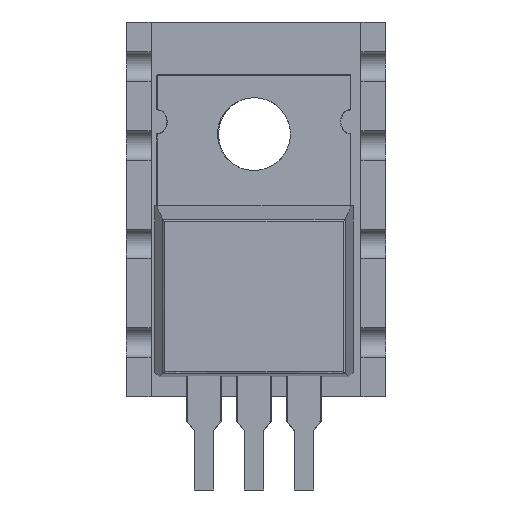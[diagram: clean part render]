
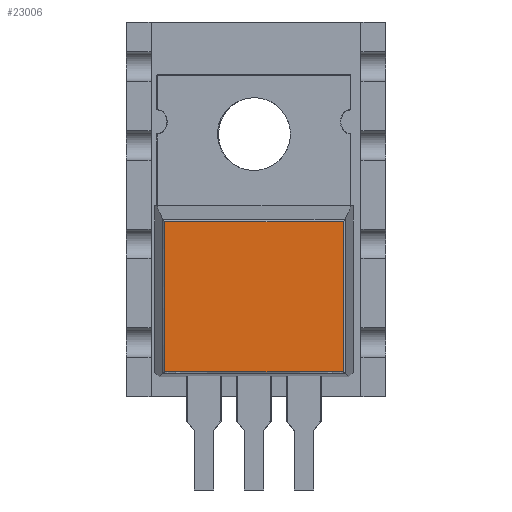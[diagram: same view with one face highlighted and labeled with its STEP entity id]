
A CAD part, front view. The second image highlights one B-rep face of the part: STEP entity #23006.
In plain terms, the highlighted free-form (B-spline) face has degree [1, 1] with [2, 2] control points.
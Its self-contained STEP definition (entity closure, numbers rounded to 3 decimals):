
#19389 = ( BOUNDED_SURFACE() B_SPLINE_SURFACE(2,1,(
    (#19390,#19391)
    ,(#19392,#19393)
    ,(#19394,#19395
)),.UNSPECIFIED.,.F.,.F.,.F.) B_SPLINE_SURFACE_WITH_KNOTS((3,3),(2,2),(
    0.,0.146),(-2.02,9.831),
.PIECEWISE_BEZIER_KNOTS.) GEOMETRIC_REPRESENTATION_ITEM() 
RATIONAL_B_SPLINE_SURFACE((
    (1.,1.)
    ,(0.746,0.746)
,(1.,1.))) REPRESENTATION_ITEM('') SURFACE() );
#19390 = CARTESIAN_POINT('',(4.55,-1.75,1.9));
#19391 = CARTESIAN_POINT('',(4.55,-1.75,13.751));
#19392 = CARTESIAN_POINT('',(4.626,-1.75,1.9));
#19393 = CARTESIAN_POINT('',(4.626,-1.75,13.751));
#19394 = CARTESIAN_POINT('',(4.634,-1.661,
    1.9));
#19395 = CARTESIAN_POINT('',(4.634,-1.661,
    13.751));
#19550 = ( BOUNDED_SURFACE() B_SPLINE_SURFACE(2,1,(
    (#19551,#19552)
    ,(#19553,#19554)
    ,(#19555,#19556
)),.UNSPECIFIED.,.F.,.F.,.F.) B_SPLINE_SURFACE_WITH_KNOTS((3,3),(2,2),(
    0.,0.146),(-2.02,9.831),
.PIECEWISE_BEZIER_KNOTS.) GEOMETRIC_REPRESENTATION_ITEM() 
RATIONAL_B_SPLINE_SURFACE((
    (1.,1.)
    ,(0.746,0.746)
,(1.,1.))) REPRESENTATION_ITEM('') SURFACE() );
#19551 = CARTESIAN_POINT('',(-4.55,-1.75,13.751));
#19552 = CARTESIAN_POINT('',(-4.55,-1.75,1.9));
#19553 = CARTESIAN_POINT('',(-4.626,-1.75,13.751));
#19554 = CARTESIAN_POINT('',(-4.626,-1.75,1.9));
#19555 = CARTESIAN_POINT('',(-4.634,-1.661,
    13.751));
#19556 = CARTESIAN_POINT('',(-4.634,-1.661,
    1.9));
#19576 = ( BOUNDED_SURFACE() B_SPLINE_SURFACE(2,1,(
    (#19577,#19578)
    ,(#19579,#19580)
    ,(#19581,#19582
)),.UNSPECIFIED.,.F.,.F.,.F.) B_SPLINE_SURFACE_WITH_KNOTS((3,3),(2,2),(
    0.,0.135),(-2.02,12.904),
.PIECEWISE_BEZIER_KNOTS.) GEOMETRIC_REPRESENTATION_ITEM() 
RATIONAL_B_SPLINE_SURFACE((
    (1.,1.)
    ,(0.782,0.782)
,(1.,1.))) REPRESENTATION_ITEM('') SURFACE() );
#19577 = CARTESIAN_POINT('',(6.343,-1.75,11.651));
#19578 = CARTESIAN_POINT('',(-6.343,-1.75,11.651));
#19579 = CARTESIAN_POINT('',(6.343,-1.75,11.731));
#19580 = CARTESIAN_POINT('',(-6.343,-1.75,11.731));
#19581 = CARTESIAN_POINT('',(6.343,-1.672,
    11.748));
#19582 = CARTESIAN_POINT('',(-6.343,-1.672,
    11.748));
#21356 = VERTEX_POINT('',#21357);
#21357 = CARTESIAN_POINT('',(4.55,-1.75,4.012));
#21390 = ( BOUNDED_SURFACE() B_SPLINE_SURFACE(2,1,(
    (#21391,#21392)
    ,(#21393,#21394)
    ,(#21395,#21396
)),.UNSPECIFIED.,.F.,.F.,.F.) B_SPLINE_SURFACE_WITH_KNOTS((3,3),(2,2),(
    0.,0.148),(-2.02,12.904),
.PIECEWISE_BEZIER_KNOTS.) GEOMETRIC_REPRESENTATION_ITEM() 
RATIONAL_B_SPLINE_SURFACE((
    (1.,1.)
    ,(0.737,0.737)
,(1.,1.))) REPRESENTATION_ITEM('') SURFACE() );
#21391 = CARTESIAN_POINT('',(-6.343,-1.75,4.012));
#21392 = CARTESIAN_POINT('',(6.343,-1.75,4.012));
#21393 = CARTESIAN_POINT('',(-6.343,-1.75,3.92));
#21394 = CARTESIAN_POINT('',(6.343,-1.75,3.92));
#21395 = CARTESIAN_POINT('',(-6.343,-1.659,
    3.912));
#21396 = CARTESIAN_POINT('',(6.343,-1.659,
    3.912));
#21435 = VERTEX_POINT('',#21436);
#21436 = CARTESIAN_POINT('',(4.55,-1.75,11.651));
#21487 = EDGE_CURVE('',#21356,#21435,#21488,.T.);
#21488 = SURFACE_CURVE('',#21489,(#21492,#21499),.PCURVE_S1.);
#21489 = B_SPLINE_CURVE_WITH_KNOTS('',1,(#21490,#21491),.UNSPECIFIED.,
  .F.,.F.,(2,2),(0.092,7.731),
  .PIECEWISE_BEZIER_KNOTS.);
#21490 = CARTESIAN_POINT('',(4.55,-1.75,4.012));
#21491 = CARTESIAN_POINT('',(4.55,-1.75,11.651));
#21492 = PCURVE('',#19389,#21493);
#21493 = DEFINITIONAL_REPRESENTATION('',(#21494),#21498);
#21494 = B_SPLINE_CURVE_WITH_KNOTS('',2,(#21495,#21496,#21497),
  .UNSPECIFIED.,.F.,.F.,(3,3),(0.092,7.731),
  .PIECEWISE_BEZIER_KNOTS.);
#21495 = CARTESIAN_POINT('',(0.,0.092));
#21496 = CARTESIAN_POINT('',(0.,3.911));
#21497 = CARTESIAN_POINT('',(0.,7.731));
#21498 = ( GEOMETRIC_REPRESENTATION_CONTEXT(2) 
PARAMETRIC_REPRESENTATION_CONTEXT() REPRESENTATION_CONTEXT('2D SPACE',''
  ) );
#21499 = PCURVE('',#21500,#21505);
#21500 = B_SPLINE_SURFACE_WITH_KNOTS('',1,1,(
    (#21501,#21502)
    ,(#21503,#21504
    )),.UNSPECIFIED.,.F.,.F.,.F.,(2,2),(2,2),(-7.904,
    -0.265),(4.657,15.363),
  .PIECEWISE_BEZIER_KNOTS.);
#21501 = CARTESIAN_POINT('',(-4.55,-1.75,11.651));
#21502 = CARTESIAN_POINT('',(4.55,-1.75,11.651));
#21503 = CARTESIAN_POINT('',(-4.55,-1.75,4.012));
#21504 = CARTESIAN_POINT('',(4.55,-1.75,4.012));
#21505 = DEFINITIONAL_REPRESENTATION('',(#21506),#21509);
#21506 = B_SPLINE_CURVE_WITH_KNOTS('',1,(#21507,#21508),.UNSPECIFIED.,
  .F.,.F.,(2,2),(0.092,7.731),
  .PIECEWISE_BEZIER_KNOTS.);
#21507 = CARTESIAN_POINT('',(-0.265,15.363));
#21508 = CARTESIAN_POINT('',(-7.904,15.363));
#21509 = ( GEOMETRIC_REPRESENTATION_CONTEXT(2) 
PARAMETRIC_REPRESENTATION_CONTEXT() REPRESENTATION_CONTEXT('2D SPACE',''
  ) );
#21904 = VERTEX_POINT('',#21905);
#21905 = CARTESIAN_POINT('',(-4.55,-1.75,11.651));
#21959 = VERTEX_POINT('',#21960);
#21960 = CARTESIAN_POINT('',(-4.55,-1.75,4.012));
#22010 = EDGE_CURVE('',#21904,#21959,#22011,.T.);
#22011 = SURFACE_CURVE('',#22012,(#22015,#22022),.PCURVE_S1.);
#22012 = B_SPLINE_CURVE_WITH_KNOTS('',1,(#22013,#22014),.UNSPECIFIED.,
  .F.,.F.,(2,2),(0.08,7.719),
  .PIECEWISE_BEZIER_KNOTS.);
#22013 = CARTESIAN_POINT('',(-4.55,-1.75,11.651));
#22014 = CARTESIAN_POINT('',(-4.55,-1.75,4.012));
#22015 = PCURVE('',#19550,#22016);
#22016 = DEFINITIONAL_REPRESENTATION('',(#22017),#22021);
#22017 = B_SPLINE_CURVE_WITH_KNOTS('',2,(#22018,#22019,#22020),
  .UNSPECIFIED.,.F.,.F.,(3,3),(0.08,7.719),
  .PIECEWISE_BEZIER_KNOTS.);
#22018 = CARTESIAN_POINT('',(0.,0.08));
#22019 = CARTESIAN_POINT('',(0.,3.9));
#22020 = CARTESIAN_POINT('',(0.,7.719));
#22021 = ( GEOMETRIC_REPRESENTATION_CONTEXT(2) 
PARAMETRIC_REPRESENTATION_CONTEXT() REPRESENTATION_CONTEXT('2D SPACE',''
  ) );
#22022 = PCURVE('',#21500,#22023);
#22023 = DEFINITIONAL_REPRESENTATION('',(#22024),#22027);
#22024 = B_SPLINE_CURVE_WITH_KNOTS('',1,(#22025,#22026),.UNSPECIFIED.,
  .F.,.F.,(2,2),(0.08,7.719),
  .PIECEWISE_BEZIER_KNOTS.);
#22025 = CARTESIAN_POINT('',(-7.904,4.657));
#22026 = CARTESIAN_POINT('',(-0.265,4.657));
#22027 = ( GEOMETRIC_REPRESENTATION_CONTEXT(2) 
PARAMETRIC_REPRESENTATION_CONTEXT() REPRESENTATION_CONTEXT('2D SPACE',''
  ) );
#22035 = EDGE_CURVE('',#21435,#21904,#22036,.T.);
#22036 = SURFACE_CURVE('',#22037,(#22040,#22047),.PCURVE_S1.);
#22037 = B_SPLINE_CURVE_WITH_KNOTS('',1,(#22038,#22039),.UNSPECIFIED.,
  .F.,.F.,(2,2),(0.089,10.795),
  .PIECEWISE_BEZIER_KNOTS.);
#22038 = CARTESIAN_POINT('',(4.55,-1.75,11.651));
#22039 = CARTESIAN_POINT('',(-4.55,-1.75,11.651));
#22040 = PCURVE('',#19576,#22041);
#22041 = DEFINITIONAL_REPRESENTATION('',(#22042),#22046);
#22042 = B_SPLINE_CURVE_WITH_KNOTS('',2,(#22043,#22044,#22045),
  .UNSPECIFIED.,.F.,.F.,(3,3),(0.089,10.795),
  .PIECEWISE_BEZIER_KNOTS.);
#22043 = CARTESIAN_POINT('',(0.,0.089));
#22044 = CARTESIAN_POINT('',(0.,5.442));
#22045 = CARTESIAN_POINT('',(0.,10.795));
#22046 = ( GEOMETRIC_REPRESENTATION_CONTEXT(2) 
PARAMETRIC_REPRESENTATION_CONTEXT() REPRESENTATION_CONTEXT('2D SPACE',''
  ) );
#22047 = PCURVE('',#21500,#22048);
#22048 = DEFINITIONAL_REPRESENTATION('',(#22049),#22052);
#22049 = B_SPLINE_CURVE_WITH_KNOTS('',1,(#22050,#22051),.UNSPECIFIED.,
  .F.,.F.,(2,2),(0.089,10.795),
  .PIECEWISE_BEZIER_KNOTS.);
#22050 = CARTESIAN_POINT('',(-7.904,15.363));
#22051 = CARTESIAN_POINT('',(-7.904,4.657));
#22052 = ( GEOMETRIC_REPRESENTATION_CONTEXT(2) 
PARAMETRIC_REPRESENTATION_CONTEXT() REPRESENTATION_CONTEXT('2D SPACE',''
  ) );
#22988 = EDGE_CURVE('',#21959,#21356,#22989,.T.);
#22989 = SURFACE_CURVE('',#22990,(#22993,#23000),.PCURVE_S1.);
#22990 = B_SPLINE_CURVE_WITH_KNOTS('',1,(#22991,#22992),.UNSPECIFIED.,
  .F.,.F.,(2,2),(0.089,10.795),
  .PIECEWISE_BEZIER_KNOTS.);
#22991 = CARTESIAN_POINT('',(-4.55,-1.75,4.012));
#22992 = CARTESIAN_POINT('',(4.55,-1.75,4.012));
#22993 = PCURVE('',#21390,#22994);
#22994 = DEFINITIONAL_REPRESENTATION('',(#22995),#22999);
#22995 = B_SPLINE_CURVE_WITH_KNOTS('',2,(#22996,#22997,#22998),
  .UNSPECIFIED.,.F.,.F.,(3,3),(0.089,10.795),
  .PIECEWISE_BEZIER_KNOTS.);
#22996 = CARTESIAN_POINT('',(0.,0.089));
#22997 = CARTESIAN_POINT('',(0.,5.442));
#22998 = CARTESIAN_POINT('',(0.,10.795));
#22999 = ( GEOMETRIC_REPRESENTATION_CONTEXT(2) 
PARAMETRIC_REPRESENTATION_CONTEXT() REPRESENTATION_CONTEXT('2D SPACE',''
  ) );
#23000 = PCURVE('',#21500,#23001);
#23001 = DEFINITIONAL_REPRESENTATION('',(#23002),#23005);
#23002 = B_SPLINE_CURVE_WITH_KNOTS('',1,(#23003,#23004),.UNSPECIFIED.,
  .F.,.F.,(2,2),(0.089,10.795),
  .PIECEWISE_BEZIER_KNOTS.);
#23003 = CARTESIAN_POINT('',(-0.265,4.657));
#23004 = CARTESIAN_POINT('',(-0.265,15.363));
#23005 = ( GEOMETRIC_REPRESENTATION_CONTEXT(2) 
PARAMETRIC_REPRESENTATION_CONTEXT() REPRESENTATION_CONTEXT('2D SPACE',''
  ) );
#23006 = ADVANCED_FACE('',(#23007),#21500,.T.);
#23007 = FACE_BOUND('',#23008,.T.);
#23008 = EDGE_LOOP('',(#23009,#23010,#23011,#23012));
#23009 = ORIENTED_EDGE('',*,*,#21487,.T.);
#23010 = ORIENTED_EDGE('',*,*,#22035,.T.);
#23011 = ORIENTED_EDGE('',*,*,#22010,.T.);
#23012 = ORIENTED_EDGE('',*,*,#22988,.T.);
